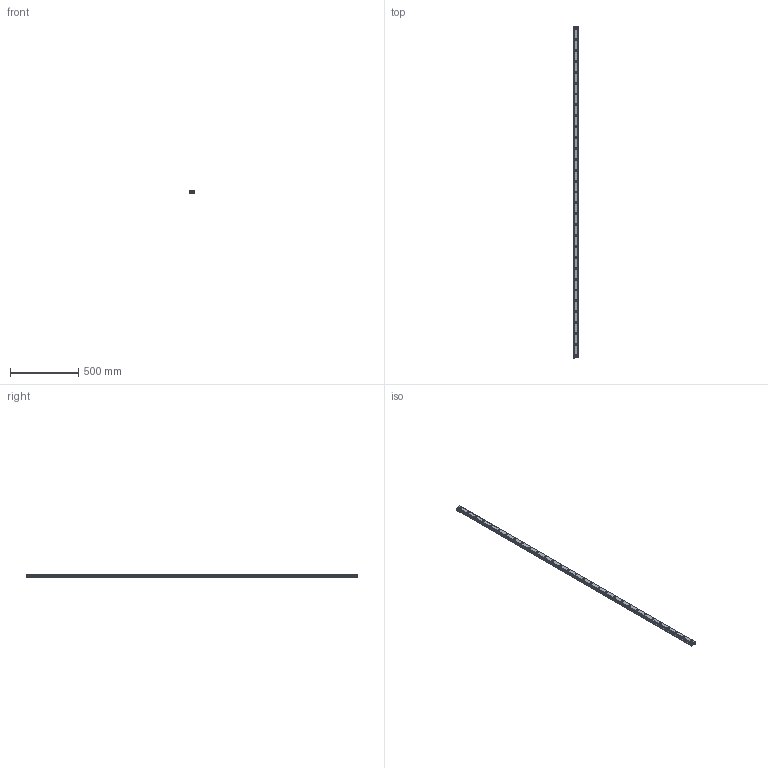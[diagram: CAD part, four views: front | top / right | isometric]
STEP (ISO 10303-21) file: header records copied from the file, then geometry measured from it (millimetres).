
FILE_DESCRIPTION(('STEP AP214'),'1');
FILE_NAME('cctmp_6953FA63-4816-4F70-8D28-CA42AA884488_2021_02_12_14_42_26_0160..stp','2021-02-12T13:42:26',('HIWIN GmbH'),('CADClick - www.CADClick.com'),'Spatial InterOp 3D',' ','unknown authorization');
FILE_SCHEMA(('AUTOMOTIVE_DESIGN'));
Length unit declared in the file: millimetre
Products named in the file (1): EGR35R2440C_FILE
Bounding box: 34 x 2440 x 27.5 mm (x, y, z)
Volume: 1919977.5 mm3; surface area: 342788.2 mm2
Topology: 1 solids, 1 shells, 386 faces, 861 edges, 574 vertices
Faces by surface type: cylinder 204, plane 182
Entity records: 13985 total; most frequent: DIRECTION 2043, CARTESIAN_POINT 1822, ORIENTED_EDGE 1722, EDGE_CURVE 861, AXIS2_PLACEMENT_3D 795, VERTEX_POINT 574, EDGE_LOOP 483, LINE 453
